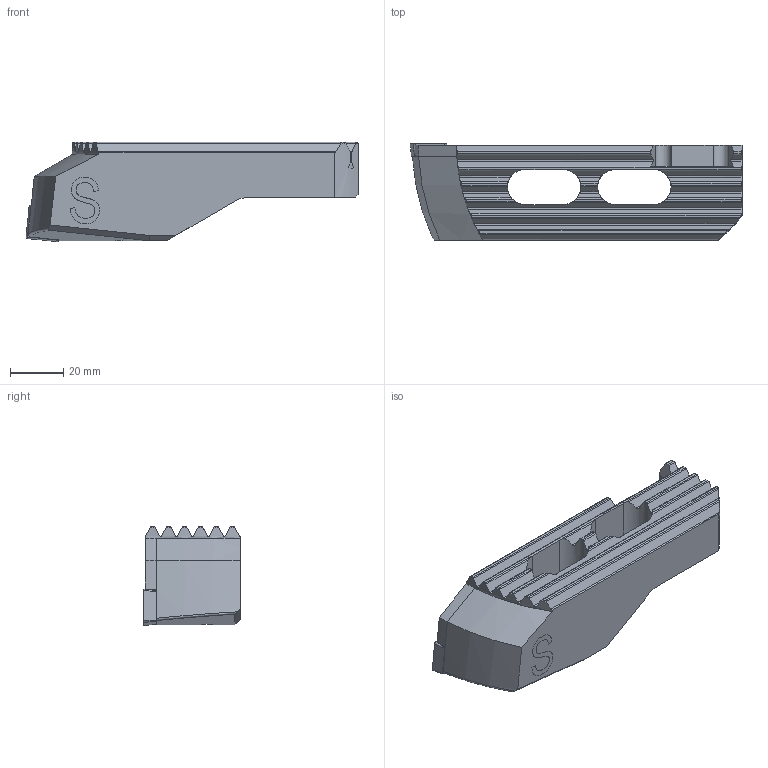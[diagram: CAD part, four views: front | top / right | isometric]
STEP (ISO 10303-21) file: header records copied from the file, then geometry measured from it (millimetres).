
FILE_DESCRIPTION(('no description'),'unknown implementation level');
FILE_NAME('E6A0BC51-DFFC-489E-B22D-38E9516EF74F_export.stp',' ',('CIMSOURCE GmbH'),('CADClick - KiM GmbH - www.kimweb.de'),'unknown preprocess','ACIS','unknown authorization');
FILE_SCHEMA(('automotive_design'));
Length unit declared in the file: millimetre
Products named in the file (3): 639.185 Kaiser 175-203 SW148 SC12 S|694.150 Kaiser ETL M5 X 13,3 T20 IP 10S;Kreismuster1; 639.185 Kaiser 175-203 SW148 SC12 S|639.185 Kaiser 175-203 SW148 SC12 S;RSS Marke; 639.185 Kaiser 175-203 SW148 SC12 S|654.350 Kaiser SCMT 120408 P20C;Kombinieren1
Bounding box: 125 x 36.36 x 37.4 mm (x, y, z)
Volume: 84906.1 mm3; surface area: 22117.7 mm2
Topology: 3 solids, 3 shells, 247 faces, 683 edges, 443 vertices
Faces by surface type: plane 97, cylinder 83, bspline 33, cone 26, torus 8
Entity records: 18349 total; most frequent: CARTESIAN_POINT 4821, STYLED_ITEM 1374, PRESENTATION_STYLE_ASSIGNMENT 1374, COLOUR_RGB 1374, ORIENTED_EDGE 1362, DIRECTION 1067, EDGE_CURVE 681, CURVE_STYLE 681
